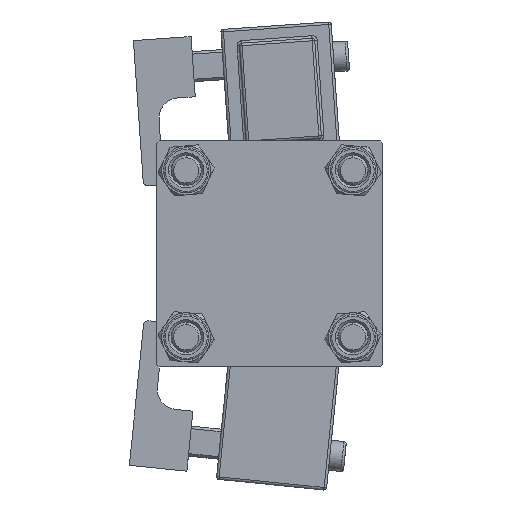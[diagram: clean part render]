
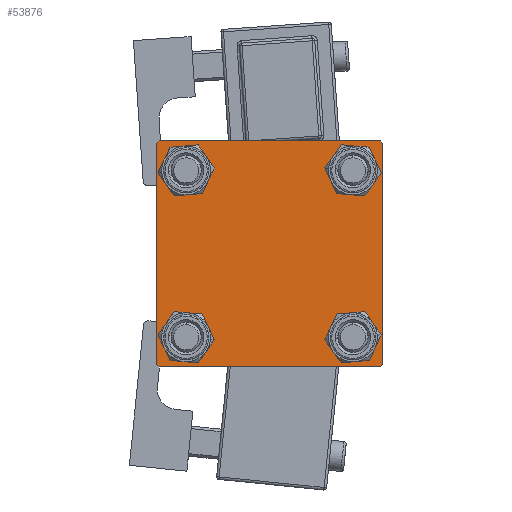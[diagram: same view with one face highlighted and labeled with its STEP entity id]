
A CAD part, left-side view. The second image highlights one B-rep face of the part: STEP entity #53876.
In plain terms, the highlighted planar face has unit normal (-1, 0, 0).
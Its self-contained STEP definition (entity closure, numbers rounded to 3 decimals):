
#1382 = CARTESIAN_POINT ( 'NONE',  ( 0., 22.5, -22. ) ) ;
#2190 = EDGE_CURVE ( 'NONE', #47702, #8979, #51493, .T. ) ;
#3013 = CARTESIAN_POINT ( 'NONE',  ( 0., 16.6, -13.1 ) ) ;
#3024 = EDGE_LOOP ( 'NONE', ( #29066, #51860 ) ) ;
#3763 = CARTESIAN_POINT ( 'NONE',  ( 0., 0., 0. ) ) ;
#3788 = CARTESIAN_POINT ( 'NONE',  ( 0., 22.5, 22. ) ) ;
#4185 = EDGE_CURVE ( 'NONE', #5373, #45979, #32464, .T. ) ;
#4316 = EDGE_CURVE ( 'NONE', #20283, #25694, #46429, .T. ) ;
#4558 = AXIS2_PLACEMENT_3D ( 'NONE', #58415, #25859, #35854 ) ;
#4868 = EDGE_CURVE ( 'NONE', #54231, #33983, #31806, .T. ) ;
#5373 = VERTEX_POINT ( 'NONE', #24975 ) ;
#5484 = AXIS2_PLACEMENT_3D ( 'NONE', #38505, #41946, #61677 ) ;
#5795 = VECTOR ( 'NONE', #20388, 1000. ) ;
#5994 = CARTESIAN_POINT ( 'NONE',  ( 0., -22., -22.5 ) ) ;
#6172 = CARTESIAN_POINT ( 'NONE',  ( 0., -22., 22.5 ) ) ;
#8861 = AXIS2_PLACEMENT_3D ( 'NONE', #21039, #49511, #44814 ) ;
#8979 = VERTEX_POINT ( 'NONE', #32684 ) ;
#9033 = DIRECTION ( 'NONE',  ( 0., 0.707, -0.707 ) ) ;
#9056 = VERTEX_POINT ( 'NONE', #28920 ) ;
#9715 = CARTESIAN_POINT ( 'NONE',  ( 0., -22.25, -22.25 ) ) ;
#10325 = DIRECTION ( 'NONE',  ( 0., -0.707, 0.707 ) ) ;
#10591 = CARTESIAN_POINT ( 'NONE',  ( 0., 16.6, 16.6 ) ) ;
#10871 = CARTESIAN_POINT ( 'NONE',  ( 0., 22.25, -22.25 ) ) ;
#10916 = EDGE_CURVE ( 'NONE', #54231, #18880, #46890, .T. ) ;
#11472 = VECTOR ( 'NONE', #46188, 1000. ) ;
#11685 = VECTOR ( 'NONE', #9033, 1000. ) ;
#12242 = DIRECTION ( 'NONE',  ( 0., 0., 1. ) ) ;
#12666 = ORIENTED_EDGE ( 'NONE', *, *, #13336, .F. ) ;
#13336 = EDGE_CURVE ( 'NONE', #17584, #16997, #58875, .T. ) ;
#13343 = VERTEX_POINT ( 'NONE', #5994 ) ;
#13451 = FACE_BOUND ( 'NONE', #61257, .T. ) ;
#14092 = CARTESIAN_POINT ( 'NONE',  ( 0., 22.5, -22.5 ) ) ;
#16833 = ORIENTED_EDGE ( 'NONE', *, *, #26486, .T. ) ;
#16997 = VERTEX_POINT ( 'NONE', #35513 ) ;
#17034 = CIRCLE ( 'NONE', #51006, 3.5 ) ;
#17064 = AXIS2_PLACEMENT_3D ( 'NONE', #3763, #61027, #41614 ) ;
#17233 = EDGE_CURVE ( 'NONE', #8979, #47702, #43821, .T. ) ;
#17584 = VERTEX_POINT ( 'NONE', #45054 ) ;
#17853 = PLANE ( 'NONE',  #17064 ) ;
#18288 = CARTESIAN_POINT ( 'NONE',  ( 0., -16.6, 13.1 ) ) ;
#18880 = VERTEX_POINT ( 'NONE', #3788 ) ;
#20105 = VECTOR ( 'NONE', #39343, 1000. ) ;
#20283 = VERTEX_POINT ( 'NONE', #43047 ) ;
#20388 = DIRECTION ( 'NONE',  ( 0., 0., -1. ) ) ;
#20412 = CARTESIAN_POINT ( 'NONE',  ( 0., -16.6, 16.6 ) ) ;
#20555 = EDGE_LOOP ( 'NONE', ( #28450, #25253 ) ) ;
#21039 = CARTESIAN_POINT ( 'NONE',  ( 0., -16.6, -16.6 ) ) ;
#21807 = EDGE_LOOP ( 'NONE', ( #44585, #37433, #38511, #50040, #12666, #42223, #49638, #56243 ) ) ;
#21842 = EDGE_CURVE ( 'NONE', #9056, #50767, #17034, .T. ) ;
#23184 = DIRECTION ( 'NONE',  ( 0., -1., 0. ) ) ;
#24063 = DIRECTION ( 'NONE',  ( 1., 0., 0. ) ) ;
#24109 = LINE ( 'NONE', #9715, #25642 ) ;
#24130 = VECTOR ( 'NONE', #61216, 1000. ) ;
#24346 = EDGE_CURVE ( 'NONE', #53747, #28822, #47800, .T. ) ;
#24501 = EDGE_CURVE ( 'NONE', #17584, #33983, #37113, .T. ) ;
#24975 = CARTESIAN_POINT ( 'NONE',  ( 0., 16.6, -20.1 ) ) ;
#25253 = ORIENTED_EDGE ( 'NONE', *, *, #4185, .T. ) ;
#25642 = VECTOR ( 'NONE', #10325, 1000. ) ;
#25694 = VERTEX_POINT ( 'NONE', #18288 ) ;
#25859 = DIRECTION ( 'NONE',  ( 1., 0., 0. ) ) ;
#26352 = CARTESIAN_POINT ( 'NONE',  ( 0., 16.6, -16.6 ) ) ;
#26486 = EDGE_CURVE ( 'NONE', #50767, #9056, #61166, .T. ) ;
#27863 = FACE_OUTER_BOUND ( 'NONE', #21807, .T. ) ;
#27994 = ORIENTED_EDGE ( 'NONE', *, *, #4316, .T. ) ;
#28450 = ORIENTED_EDGE ( 'NONE', *, *, #52052, .T. ) ;
#28822 = VERTEX_POINT ( 'NONE', #32153 ) ;
#28920 = CARTESIAN_POINT ( 'NONE',  ( 0., 16.6, 20.1 ) ) ;
#29066 = ORIENTED_EDGE ( 'NONE', *, *, #17233, .T. ) ;
#30464 = AXIS2_PLACEMENT_3D ( 'NONE', #26352, #32262, #12242 ) ;
#30950 = AXIS2_PLACEMENT_3D ( 'NONE', #33444, #24063, #37527 ) ;
#31806 = LINE ( 'NONE', #36188, #11472 ) ;
#32153 = CARTESIAN_POINT ( 'NONE',  ( 0., 22., -22.5 ) ) ;
#32262 = DIRECTION ( 'NONE',  ( 1., 0., 0. ) ) ;
#32464 = CIRCLE ( 'NONE', #30464, 3.5 ) ;
#32684 = CARTESIAN_POINT ( 'NONE',  ( 0., -16.6, -13.1 ) ) ;
#33246 = ORIENTED_EDGE ( 'NONE', *, *, #42317, .T. ) ;
#33444 = CARTESIAN_POINT ( 'NONE',  ( 0., 16.6, -16.6 ) ) ;
#33707 = CARTESIAN_POINT ( 'NONE',  ( 0., 22., 22.5 ) ) ;
#33983 = VERTEX_POINT ( 'NONE', #6172 ) ;
#34684 = DIRECTION ( 'NONE',  ( 1., 0., 0. ) ) ;
#35513 = CARTESIAN_POINT ( 'NONE',  ( 0., -22.5, -22. ) ) ;
#35708 = LINE ( 'NONE', #40390, #40183 ) ;
#35854 = DIRECTION ( 'NONE',  ( 0., 0., 1. ) ) ;
#36188 = CARTESIAN_POINT ( 'NONE',  ( 0., 22.5, 22.5 ) ) ;
#37113 = LINE ( 'NONE', #61526, #24130 ) ;
#37433 = ORIENTED_EDGE ( 'NONE', *, *, #24346, .T. ) ;
#37527 = DIRECTION ( 'NONE',  ( 0., 0., 1. ) ) ;
#37653 = AXIS2_PLACEMENT_3D ( 'NONE', #20412, #44182, #39486 ) ;
#38505 = CARTESIAN_POINT ( 'NONE',  ( 0., -16.6, 16.6 ) ) ;
#38511 = ORIENTED_EDGE ( 'NONE', *, *, #49072, .T. ) ;
#39343 = DIRECTION ( 'NONE',  ( 0., -0.707, -0.707 ) ) ;
#39486 = DIRECTION ( 'NONE',  ( 0., 0., 1. ) ) ;
#39609 = CIRCLE ( 'NONE', #37653, 3.5 ) ;
#40183 = VECTOR ( 'NONE', #50080, 1000. ) ;
#40390 = CARTESIAN_POINT ( 'NONE',  ( 0., 22.5, 22.5 ) ) ;
#40970 = DIRECTION ( 'NONE',  ( 1., 0., 0. ) ) ;
#41277 = CARTESIAN_POINT ( 'NONE',  ( 0., 16.6, 16.6 ) ) ;
#41614 = DIRECTION ( 'NONE',  ( 0., 0., 1. ) ) ;
#41784 = VECTOR ( 'NONE', #23184, 1000. ) ;
#41946 = DIRECTION ( 'NONE',  ( 1., 0., 0. ) ) ;
#42223 = ORIENTED_EDGE ( 'NONE', *, *, #24501, .T. ) ;
#42317 = EDGE_CURVE ( 'NONE', #25694, #20283, #39609, .T. ) ;
#42586 = EDGE_CURVE ( 'NONE', #13343, #16997, #24109, .T. ) ;
#42594 = CARTESIAN_POINT ( 'NONE',  ( 0., -16.6, -20.1 ) ) ;
#42819 = CARTESIAN_POINT ( 'NONE',  ( 0., 22.25, 22.25 ) ) ;
#43047 = CARTESIAN_POINT ( 'NONE',  ( 0., -16.6, 20.1 ) ) ;
#43821 = CIRCLE ( 'NONE', #8861, 3.5 ) ;
#43853 = CARTESIAN_POINT ( 'NONE',  ( 0., -22.5, 22.5 ) ) ;
#44182 = DIRECTION ( 'NONE',  ( 1., 0., 0. ) ) ;
#44585 = ORIENTED_EDGE ( 'NONE', *, *, #57275, .T. ) ;
#44814 = DIRECTION ( 'NONE',  ( 0., 0., 1. ) ) ;
#45054 = CARTESIAN_POINT ( 'NONE',  ( 0., -22.5, 22. ) ) ;
#45979 = VERTEX_POINT ( 'NONE', #3013 ) ;
#46177 = AXIS2_PLACEMENT_3D ( 'NONE', #10591, #34684, #49063 ) ;
#46188 = DIRECTION ( 'NONE',  ( 0., -1., 0. ) ) ;
#46311 = FACE_BOUND ( 'NONE', #20555, .T. ) ;
#46429 = CIRCLE ( 'NONE', #5484, 3.5 ) ;
#46890 = LINE ( 'NONE', #42819, #11685 ) ;
#46927 = FACE_BOUND ( 'NONE', #53701, .T. ) ;
#47702 = VERTEX_POINT ( 'NONE', #42594 ) ;
#47800 = LINE ( 'NONE', #10871, #20105 ) ;
#48934 = CIRCLE ( 'NONE', #30950, 3.5 ) ;
#49063 = DIRECTION ( 'NONE',  ( 0., 0., 1. ) ) ;
#49072 = EDGE_CURVE ( 'NONE', #28822, #13343, #52885, .T. ) ;
#49511 = DIRECTION ( 'NONE',  ( 1., 0., 0. ) ) ;
#49638 = ORIENTED_EDGE ( 'NONE', *, *, #4868, .F. ) ;
#50040 = ORIENTED_EDGE ( 'NONE', *, *, #42586, .T. ) ;
#50080 = DIRECTION ( 'NONE',  ( 0., 0., -1. ) ) ;
#50767 = VERTEX_POINT ( 'NONE', #60600 ) ;
#51006 = AXIS2_PLACEMENT_3D ( 'NONE', #41277, #40970, #55378 ) ;
#51493 = CIRCLE ( 'NONE', #4558, 3.5 ) ;
#51860 = ORIENTED_EDGE ( 'NONE', *, *, #2190, .T. ) ;
#52052 = EDGE_CURVE ( 'NONE', #45979, #5373, #48934, .T. ) ;
#52885 = LINE ( 'NONE', #14092, #41784 ) ;
#53701 = EDGE_LOOP ( 'NONE', ( #27994, #33246 ) ) ;
#53747 = VERTEX_POINT ( 'NONE', #1382 ) ;
#53876 = ADVANCED_FACE ( 'NONE', ( #46927, #56327, #46311, #13451, #27863 ), #17853, .T. ) ;
#54231 = VERTEX_POINT ( 'NONE', #33707 ) ;
#55378 = DIRECTION ( 'NONE',  ( 0., 0., 1. ) ) ;
#56243 = ORIENTED_EDGE ( 'NONE', *, *, #10916, .T. ) ;
#56327 = FACE_BOUND ( 'NONE', #3024, .T. ) ;
#57275 = EDGE_CURVE ( 'NONE', #18880, #53747, #35708, .T. ) ;
#58403 = ORIENTED_EDGE ( 'NONE', *, *, #21842, .T. ) ;
#58415 = CARTESIAN_POINT ( 'NONE',  ( 0., -16.6, -16.6 ) ) ;
#58875 = LINE ( 'NONE', #43853, #5795 ) ;
#60600 = CARTESIAN_POINT ( 'NONE',  ( 0., 16.6, 13.1 ) ) ;
#61027 = DIRECTION ( 'NONE',  ( -1., 0., 0. ) ) ;
#61166 = CIRCLE ( 'NONE', #46177, 3.5 ) ;
#61216 = DIRECTION ( 'NONE',  ( 0., 0.707, 0.707 ) ) ;
#61257 = EDGE_LOOP ( 'NONE', ( #58403, #16833 ) ) ;
#61526 = CARTESIAN_POINT ( 'NONE',  ( 0., -22.25, 22.25 ) ) ;
#61677 = DIRECTION ( 'NONE',  ( 0., 0., 1. ) ) ;
